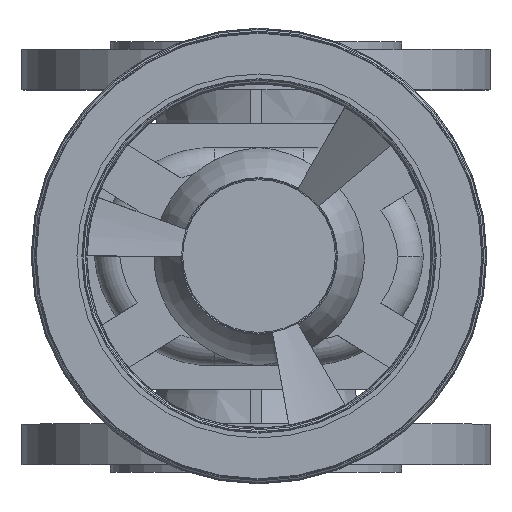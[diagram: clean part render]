
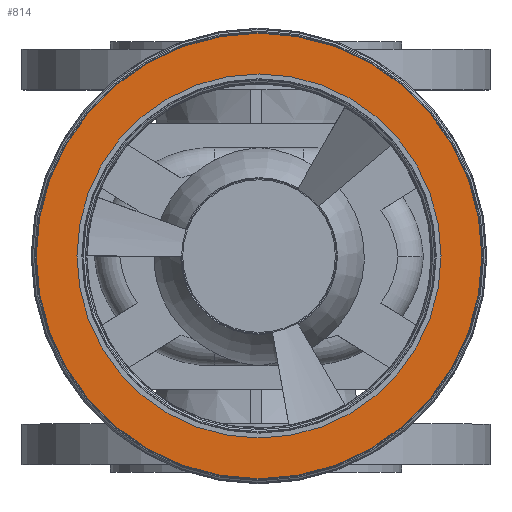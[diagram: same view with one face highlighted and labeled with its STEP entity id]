
A CAD part, top view. The second image highlights one B-rep face of the part: STEP entity #814.
In plain terms, the highlighted planar face has unit normal (0, 0, 1).
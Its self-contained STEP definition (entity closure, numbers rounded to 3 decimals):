
#814=ADVANCED_FACE('',(#29794,#29796),#29798,.T.);
#29794=FACE_BOUND('',#29795,.T.);
#29795=EDGE_LOOP('',(#52389,#52390));
#29796=FACE_BOUND('',#29797,.T.);
#29797=EDGE_LOOP('',(#52391,#52392));
#29798=PLANE('',#29799);
#29799=AXIS2_PLACEMENT_3D('',#29800,#29801,#29802);
#29800=CARTESIAN_POINT('',(13209.164,3795.406,163.918));
#29801=DIRECTION('',(0.,0.,1.));
#29802=DIRECTION('',(0.,1.,0.));
#52389=ORIENTED_EDGE('',*,*,#71111,.T.);
#52390=ORIENTED_EDGE('',*,*,#71112,.T.);
#52391=ORIENTED_EDGE('',*,*,#71113,.F.);
#52392=ORIENTED_EDGE('',*,*,#71114,.F.);
#71111=EDGE_CURVE('',#80730,#80731,#80732,.T.);
#71112=EDGE_CURVE('',#80731,#80730,#80733,.T.);
#71113=EDGE_CURVE('',#80734,#80735,#80736,.T.);
#71114=EDGE_CURVE('',#80735,#80734,#80737,.T.);
#80730=VERTEX_POINT('',#97111);
#80731=VERTEX_POINT('',#97112);
#80732=CIRCLE('',#97113,88.002);
#80733=CIRCLE('',#97117,88.002);
#80734=VERTEX_POINT('',#97121);
#80735=VERTEX_POINT('',#97122);
#80736=CIRCLE('',#97123,71.904);
#80737=CIRCLE('',#97127,71.904);
#97111=CARTESIAN_POINT('',(13196.973,3795.406,163.918));
#97112=CARTESIAN_POINT('',(13372.977,3795.406,163.918));
#97113=AXIS2_PLACEMENT_3D('',#97114,#97115,#97116);
#97114=CARTESIAN_POINT('',(13284.975,3795.406,163.918));
#97115=DIRECTION('',(0.,0.,1.));
#97116=DIRECTION('',(-1.,0.,0.));
#97117=AXIS2_PLACEMENT_3D('',#97118,#97119,#97120);
#97118=CARTESIAN_POINT('',(13284.975,3795.406,163.918));
#97119=DIRECTION('',(0.,0.,1.));
#97120=DIRECTION('',(1.,0.,0.));
#97121=CARTESIAN_POINT('',(13356.879,3795.406,163.918));
#97122=CARTESIAN_POINT('',(13213.071,3795.406,163.918));
#97123=AXIS2_PLACEMENT_3D('',#97124,#97125,#97126);
#97124=CARTESIAN_POINT('',(13284.975,3795.406,163.918));
#97125=DIRECTION('',(0.,0.,1.));
#97126=DIRECTION('',(1.,0.,0.));
#97127=AXIS2_PLACEMENT_3D('',#97128,#97129,#97130);
#97128=CARTESIAN_POINT('',(13284.975,3795.406,163.918));
#97129=DIRECTION('',(0.,0.,1.));
#97130=DIRECTION('',(-1.,0.,0.));
